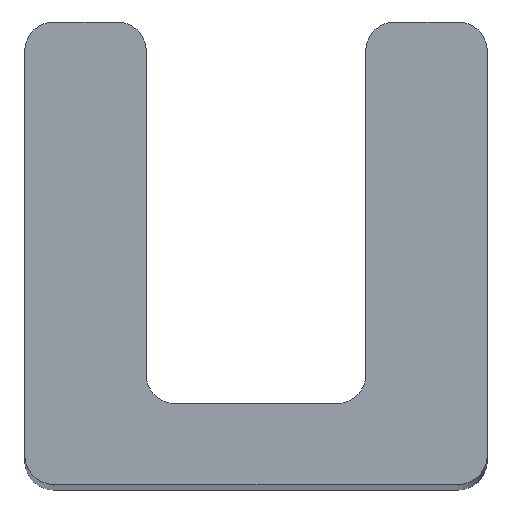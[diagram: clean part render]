
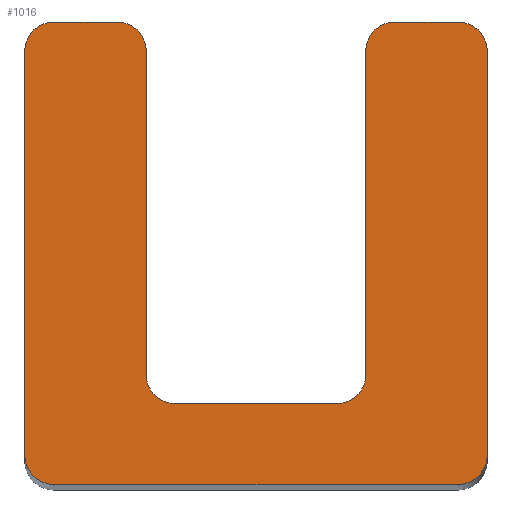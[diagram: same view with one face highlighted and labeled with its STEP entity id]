
A CAD part, top view. The second image highlights one B-rep face of the part: STEP entity #1016.
In plain terms, the highlighted planar face has unit normal (0, 0, 1).
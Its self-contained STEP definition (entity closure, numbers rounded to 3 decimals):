
#24 = DIRECTION ( 'NONE',  ( 1., 0., 0. ) ) ;
#30 = DIRECTION ( 'NONE',  ( -1., 0., 0. ) ) ;
#31 = CARTESIAN_POINT ( 'NONE',  ( -3.5, 0.5, 56. ) ) ;
#47 = LINE ( 'NONE', #832, #1410 ) ;
#58 = CIRCLE ( 'NONE', #799, 0.5 ) ;
#61 = VERTEX_POINT ( 'NONE', #303 ) ;
#75 = EDGE_CURVE ( 'NONE', #1722, #1458, #1665, .T. ) ;
#92 = LINE ( 'NONE', #690, #1459 ) ;
#111 = CARTESIAN_POINT ( 'NONE',  ( 1.4, 1.9, 56. ) ) ;
#128 = ORIENTED_EDGE ( 'NONE', *, *, #830, .F. ) ;
#129 = VECTOR ( 'NONE', #520, 1000. ) ;
#132 = LINE ( 'NONE', #1548, #1535 ) ;
#136 = AXIS2_PLACEMENT_3D ( 'NONE', #564, #1253, #430 ) ;
#143 = AXIS2_PLACEMENT_3D ( 'NONE', #449, #867, #586 ) ;
#147 = ORIENTED_EDGE ( 'NONE', *, *, #1524, .T. ) ;
#155 = CARTESIAN_POINT ( 'NONE',  ( -3.5, 7.5, 56. ) ) ;
#159 = EDGE_CURVE ( 'NONE', #865, #500, #1725, .T. ) ;
#165 = EDGE_LOOP ( 'NONE', ( #1316, #851, #647, #1762, #641, #546, #147, #1193, #1155, #789, #344, #315, #128, #1064, #256, #1516 ) ) ;
#173 = EDGE_CURVE ( 'NONE', #1722, #1379, #601, .T. ) ;
#175 = DIRECTION ( 'NONE',  ( 1., 0., 0. ) ) ;
#181 = AXIS2_PLACEMENT_3D ( 'NONE', #1207, #393, #1353 ) ;
#207 = DIRECTION ( 'NONE',  ( -1., 0., 0. ) ) ;
#244 = DIRECTION ( 'NONE',  ( 1., 0., 0. ) ) ;
#249 = EDGE_CURVE ( 'NONE', #730, #61, #670, .T. ) ;
#256 = ORIENTED_EDGE ( 'NONE', *, *, #173, .F. ) ;
#275 = DIRECTION ( 'NONE',  ( 0., 0., 1. ) ) ;
#303 = CARTESIAN_POINT ( 'NONE',  ( -2.4, 8., 56. ) ) ;
#310 = DIRECTION ( 'NONE',  ( 0., 0., 1. ) ) ;
#315 = ORIENTED_EDGE ( 'NONE', *, *, #1201, .T. ) ;
#344 = ORIENTED_EDGE ( 'NONE', *, *, #1748, .T. ) ;
#351 = EDGE_CURVE ( 'NONE', #61, #865, #132, .T. ) ;
#393 = DIRECTION ( 'NONE',  ( 0., 0., -1. ) ) ;
#426 = EDGE_CURVE ( 'NONE', #730, #1458, #47, .T. ) ;
#430 = DIRECTION ( 'NONE',  ( 1., 0., 0. ) ) ;
#433 = VERTEX_POINT ( 'NONE', #623 ) ;
#449 = CARTESIAN_POINT ( 'NONE',  ( -2.4, 7.5, 56. ) ) ;
#480 = CARTESIAN_POINT ( 'NONE',  ( 2.4, 7.5, 56. ) ) ;
#500 = VERTEX_POINT ( 'NONE', #603 ) ;
#515 = AXIS2_PLACEMENT_3D ( 'NONE', #1646, #837, #24 ) ;
#520 = DIRECTION ( 'NONE',  ( 0., 1., 0. ) ) ;
#537 = CARTESIAN_POINT ( 'NONE',  ( -3.5, 8., 56. ) ) ;
#546 = ORIENTED_EDGE ( 'NONE', *, *, #1645, .T. ) ;
#564 = CARTESIAN_POINT ( 'NONE',  ( -1.62, 8., 56. ) ) ;
#574 = CIRCLE ( 'NONE', #1308, 0.5 ) ;
#586 = DIRECTION ( 'NONE',  ( 1., 0., 0. ) ) ;
#601 = LINE ( 'NONE', #1702, #920 ) ;
#603 = CARTESIAN_POINT ( 'NONE',  ( -4., 7.5, 56. ) ) ;
#623 = CARTESIAN_POINT ( 'NONE',  ( 4., 7.5, 56. ) ) ;
#629 = DIRECTION ( 'NONE',  ( 1., 0., 0. ) ) ;
#641 = ORIENTED_EDGE ( 'NONE', *, *, #1352, .T. ) ;
#647 = ORIENTED_EDGE ( 'NONE', *, *, #351, .T. ) ;
#661 = CARTESIAN_POINT ( 'NONE',  ( 1.4, 1.4, 56. ) ) ;
#670 = CIRCLE ( 'NONE', #143, 0.5 ) ;
#689 = VERTEX_POINT ( 'NONE', #780 ) ;
#690 = CARTESIAN_POINT ( 'NONE',  ( 4., 8., 56. ) ) ;
#695 = CARTESIAN_POINT ( 'NONE',  ( 3.5, 0., 56. ) ) ;
#711 = CARTESIAN_POINT ( 'NONE',  ( 4., 0.5, 56. ) ) ;
#717 = CARTESIAN_POINT ( 'NONE',  ( -3.5, 0., 56. ) ) ;
#730 = VERTEX_POINT ( 'NONE', #915 ) ;
#738 = AXIS2_PLACEMENT_3D ( 'NONE', #155, #310, #1540 ) ;
#751 = EDGE_CURVE ( 'NONE', #876, #1379, #574, .T. ) ;
#776 = VERTEX_POINT ( 'NONE', #922 ) ;
#780 = CARTESIAN_POINT ( 'NONE',  ( -4., 0.5, 56. ) ) ;
#789 = ORIENTED_EDGE ( 'NONE', *, *, #1481, .T. ) ;
#799 = AXIS2_PLACEMENT_3D ( 'NONE', #31, #984, #175 ) ;
#830 = EDGE_CURVE ( 'NONE', #876, #1094, #850, .T. ) ;
#832 = CARTESIAN_POINT ( 'NONE',  ( -1.9, 8., 56. ) ) ;
#837 = DIRECTION ( 'NONE',  ( 0., 0., 1. ) ) ;
#846 = LINE ( 'NONE', #1600, #1178 ) ;
#847 = DIRECTION ( 'NONE',  ( 0., -1., 0. ) ) ;
#850 = LINE ( 'NONE', #1350, #129 ) ;
#851 = ORIENTED_EDGE ( 'NONE', *, *, #249, .T. ) ;
#865 = VERTEX_POINT ( 'NONE', #537 ) ;
#867 = DIRECTION ( 'NONE',  ( 0., 0., 1. ) ) ;
#876 = VERTEX_POINT ( 'NONE', #1091 ) ;
#891 = EDGE_CURVE ( 'NONE', #1575, #433, #92, .T. ) ;
#915 = CARTESIAN_POINT ( 'NONE',  ( -1.9, 7.5, 56. ) ) ;
#920 = VECTOR ( 'NONE', #1428, 1000. ) ;
#922 = CARTESIAN_POINT ( 'NONE',  ( 3.5, 8., 56. ) ) ;
#935 = VERTEX_POINT ( 'NONE', #695 ) ;
#949 = VECTOR ( 'NONE', #1232, 1000. ) ;
#984 = DIRECTION ( 'NONE',  ( 0., 0., 1. ) ) ;
#995 = LINE ( 'NONE', #1630, #949 ) ;
#1004 = VERTEX_POINT ( 'NONE', #717 ) ;
#1013 = CARTESIAN_POINT ( 'NONE',  ( -1.62, 8., 56. ) ) ;
#1016 = ADVANCED_FACE ( 'NONE', ( #1327 ), #1650, .T. ) ;
#1055 = VERTEX_POINT ( 'NONE', #1659 ) ;
#1059 = DIRECTION ( 'NONE',  ( 0., 0., -1. ) ) ;
#1064 = ORIENTED_EDGE ( 'NONE', *, *, #751, .T. ) ;
#1091 = CARTESIAN_POINT ( 'NONE',  ( 1.9, 1.9, 56. ) ) ;
#1094 = VERTEX_POINT ( 'NONE', #1272 ) ;
#1097 = CARTESIAN_POINT ( 'NONE',  ( 3.5, 7.5, 56. ) ) ;
#1148 = CARTESIAN_POINT ( 'NONE',  ( -1.4, 1.4, 56. ) ) ;
#1155 = ORIENTED_EDGE ( 'NONE', *, *, #891, .T. ) ;
#1178 = VECTOR ( 'NONE', #1731, 1000. ) ;
#1193 = ORIENTED_EDGE ( 'NONE', *, *, #1564, .T. ) ;
#1201 = EDGE_CURVE ( 'NONE', #1055, #1094, #1433, .T. ) ;
#1207 = CARTESIAN_POINT ( 'NONE',  ( -1.4, 1.9, 56. ) ) ;
#1224 = DIRECTION ( 'NONE',  ( 1., 0., 0. ) ) ;
#1231 = CIRCLE ( 'NONE', #515, 0.5 ) ;
#1232 = DIRECTION ( 'NONE',  ( 1., 0., 0. ) ) ;
#1253 = DIRECTION ( 'NONE',  ( 0., 0., 1. ) ) ;
#1272 = CARTESIAN_POINT ( 'NONE',  ( 1.9, 7.5, 56. ) ) ;
#1308 = AXIS2_PLACEMENT_3D ( 'NONE', #111, #1059, #244 ) ;
#1316 = ORIENTED_EDGE ( 'NONE', *, *, #426, .F. ) ;
#1323 = CIRCLE ( 'NONE', #1643, 0.5 ) ;
#1327 = FACE_OUTER_BOUND ( 'NONE', #165, .T. ) ;
#1350 = CARTESIAN_POINT ( 'NONE',  ( 1.9, 8., 56. ) ) ;
#1352 = EDGE_CURVE ( 'NONE', #500, #689, #846, .T. ) ;
#1353 = DIRECTION ( 'NONE',  ( 1., 0., 0. ) ) ;
#1355 = CARTESIAN_POINT ( 'NONE',  ( -1.9, 1.9, 56. ) ) ;
#1379 = VERTEX_POINT ( 'NONE', #661 ) ;
#1410 = VECTOR ( 'NONE', #847, 1000. ) ;
#1415 = AXIS2_PLACEMENT_3D ( 'NONE', #480, #1446, #629 ) ;
#1428 = DIRECTION ( 'NONE',  ( 1., 0., 0. ) ) ;
#1433 = CIRCLE ( 'NONE', #1415, 0.5 ) ;
#1446 = DIRECTION ( 'NONE',  ( 0., 0., 1. ) ) ;
#1458 = VERTEX_POINT ( 'NONE', #1355 ) ;
#1459 = VECTOR ( 'NONE', #1624, 1000. ) ;
#1481 = EDGE_CURVE ( 'NONE', #433, #776, #1323, .T. ) ;
#1516 = ORIENTED_EDGE ( 'NONE', *, *, #75, .T. ) ;
#1524 = EDGE_CURVE ( 'NONE', #1004, #935, #995, .T. ) ;
#1535 = VECTOR ( 'NONE', #30, 1000. ) ;
#1540 = DIRECTION ( 'NONE',  ( 1., 0., 0. ) ) ;
#1548 = CARTESIAN_POINT ( 'NONE',  ( -1.62, 8., 56. ) ) ;
#1564 = EDGE_CURVE ( 'NONE', #935, #1575, #1231, .T. ) ;
#1575 = VERTEX_POINT ( 'NONE', #711 ) ;
#1600 = CARTESIAN_POINT ( 'NONE',  ( -4., 8., 56. ) ) ;
#1624 = DIRECTION ( 'NONE',  ( 0., 1., 0. ) ) ;
#1629 = VECTOR ( 'NONE', #207, 1000. ) ;
#1630 = CARTESIAN_POINT ( 'NONE',  ( -4., 0., 56. ) ) ;
#1643 = AXIS2_PLACEMENT_3D ( 'NONE', #1097, #275, #1224 ) ;
#1645 = EDGE_CURVE ( 'NONE', #689, #1004, #58, .T. ) ;
#1646 = CARTESIAN_POINT ( 'NONE',  ( 3.5, 0.5, 56. ) ) ;
#1650 = PLANE ( 'NONE',  #136 ) ;
#1659 = CARTESIAN_POINT ( 'NONE',  ( 2.4, 8., 56. ) ) ;
#1665 = CIRCLE ( 'NONE', #181, 0.5 ) ;
#1702 = CARTESIAN_POINT ( 'NONE',  ( -1.9, 1.4, 56. ) ) ;
#1718 = LINE ( 'NONE', #1013, #1629 ) ;
#1722 = VERTEX_POINT ( 'NONE', #1148 ) ;
#1725 = CIRCLE ( 'NONE', #738, 0.5 ) ;
#1731 = DIRECTION ( 'NONE',  ( 0., -1., 0. ) ) ;
#1748 = EDGE_CURVE ( 'NONE', #776, #1055, #1718, .T. ) ;
#1762 = ORIENTED_EDGE ( 'NONE', *, *, #159, .T. ) ;
